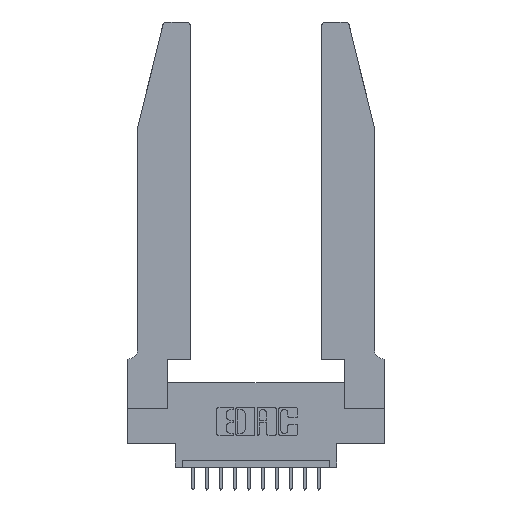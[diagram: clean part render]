
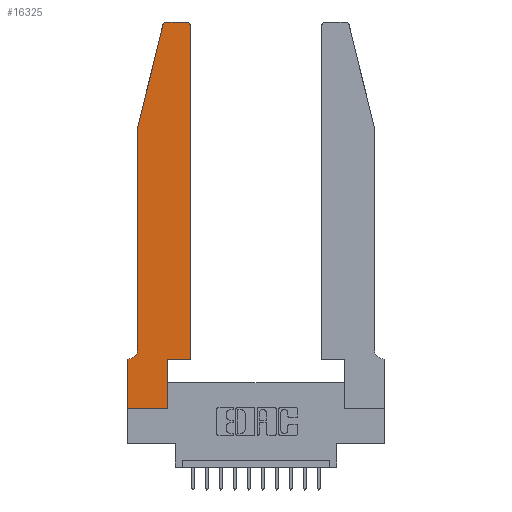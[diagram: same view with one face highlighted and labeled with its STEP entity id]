
A CAD part, top view. The second image highlights one B-rep face of the part: STEP entity #16325.
In plain terms, the highlighted planar face has unit normal (0, 0, 1).
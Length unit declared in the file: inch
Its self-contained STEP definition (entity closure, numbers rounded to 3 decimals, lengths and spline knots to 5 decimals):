
#8 = EDGE_CURVE ( 'NONE', #14207, #9984, #9931, .T. ) ;
#25 = LINE ( 'NONE', #15308, #13664 ) ;
#652 = DIRECTION ( 'NONE',  ( 0., 0., 1. ) ) ;
#1141 = VERTEX_POINT ( 'NONE', #10116 ) ;
#1597 = EDGE_CURVE ( 'NONE', #2210, #5562, #15138, .T. ) ;
#1926 = LINE ( 'NONE', #15136, #4804 ) ;
#2100 = CARTESIAN_POINT ( 'NONE',  ( 0., 0., 0.37 ) ) ;
#2210 = VERTEX_POINT ( 'NONE', #7562 ) ;
#2287 = CARTESIAN_POINT ( 'NONE',  ( 0.0755, 2., 0.37 ) ) ;
#2313 = DIRECTION ( 'NONE',  ( -1., 0., 0. ) ) ;
#2510 = CIRCLE ( 'NONE', #11236, 0.03 ) ;
#2567 = CARTESIAN_POINT ( 'NONE',  ( 0.4205, 2.75, 0.37 ) ) ;
#2872 = LINE ( 'NONE', #3695, #4734 ) ;
#2888 = EDGE_CURVE ( 'NONE', #13214, #7096, #2872, .T. ) ;
#3695 = CARTESIAN_POINT ( 'NONE',  ( 0., 0., 0.37 ) ) ;
#3722 = CARTESIAN_POINT ( 'NONE',  ( 0.4205, 2.72, 0.37 ) ) ;
#4456 = LINE ( 'NONE', #13130, #10172 ) ;
#4478 = AXIS2_PLACEMENT_3D ( 'NONE', #15921, #7935, #10513 ) ;
#4573 = DIRECTION ( 'NONE',  ( 1., 0., 0. ) ) ;
#4734 = VECTOR ( 'NONE', #6571, 39.37008 ) ;
#4780 = VERTEX_POINT ( 'NONE', #15869 ) ;
#4804 = VECTOR ( 'NONE', #8592, 39.37008 ) ;
#4861 = DIRECTION ( 'NONE',  ( 0., 0., 1. ) ) ;
#5001 = ORIENTED_EDGE ( 'NONE', *, *, #16440, .T. ) ;
#5030 = DIRECTION ( 'NONE',  ( 0., 0., 1. ) ) ;
#5038 = CARTESIAN_POINT ( 'NONE',  ( 0.0055, 0.35, 0.37 ) ) ;
#5084 = DIRECTION ( 'NONE',  ( 1., 0., 0. ) ) ;
#5499 = VECTOR ( 'NONE', #12189, 39.37008 ) ;
#5562 = VERTEX_POINT ( 'NONE', #10425 ) ;
#5655 = ORIENTED_EDGE ( 'NONE', *, *, #1597, .T. ) ;
#5710 = ORIENTED_EDGE ( 'NONE', *, *, #6491, .T. ) ;
#6311 = AXIS2_PLACEMENT_3D ( 'NONE', #10370, #5030, #5084 ) ;
#6491 = EDGE_CURVE ( 'NONE', #10683, #10024, #2510, .T. ) ;
#6544 = ORIENTED_EDGE ( 'NONE', *, *, #11948, .T. ) ;
#6571 = DIRECTION ( 'NONE',  ( 0., -1., 0. ) ) ;
#7052 = EDGE_CURVE ( 'NONE', #7096, #4780, #1926, .T. ) ;
#7096 = VERTEX_POINT ( 'NONE', #2100 ) ;
#7562 = CARTESIAN_POINT ( 'NONE',  ( 0.25487, 2.72718, 0.37 ) ) ;
#7602 = VECTOR ( 'NONE', #11355, 39.37008 ) ;
#7893 = EDGE_CURVE ( 'NONE', #10024, #16329, #14312, .T. ) ;
#7935 = DIRECTION ( 'NONE',  ( 0., 0., -1. ) ) ;
#7957 = DIRECTION ( 'NONE',  ( -1., 0., 0. ) ) ;
#8420 = CARTESIAN_POINT ( 'NONE',  ( 0., 0.35, 0.37 ) ) ;
#8592 = DIRECTION ( 'NONE',  ( 1., 0., 0. ) ) ;
#8795 = LINE ( 'NONE', #14767, #16703 ) ;
#9126 = ORIENTED_EDGE ( 'NONE', *, *, #7052, .T. ) ;
#9561 = ORIENTED_EDGE ( 'NONE', *, *, #10759, .T. ) ;
#9905 = CARTESIAN_POINT ( 'NONE',  ( 0.0755, 0.42, 0.37 ) ) ;
#9931 = CIRCLE ( 'NONE', #4478, 0.07 ) ;
#9984 = VERTEX_POINT ( 'NONE', #5038 ) ;
#10019 = VERTEX_POINT ( 'NONE', #11588 ) ;
#10024 = VERTEX_POINT ( 'NONE', #2567 ) ;
#10116 = CARTESIAN_POINT ( 'NONE',  ( 0.4505, 0.35, 0.37 ) ) ;
#10172 = VECTOR ( 'NONE', #16032, 39.37008 ) ;
#10345 = AXIS2_PLACEMENT_3D ( 'NONE', #8420, #652, #4573 ) ;
#10370 = CARTESIAN_POINT ( 'NONE',  ( 0.284, 2.72, 0.37 ) ) ;
#10425 = CARTESIAN_POINT ( 'NONE',  ( 0.0755, 2., 0.37 ) ) ;
#10513 = DIRECTION ( 'NONE',  ( -1., 0., 0. ) ) ;
#10540 = CARTESIAN_POINT ( 'NONE',  ( 0.2605, 2.75, 0.37 ) ) ;
#10543 = EDGE_CURVE ( 'NONE', #4780, #10019, #10601, .T. ) ;
#10571 = CARTESIAN_POINT ( 'NONE',  ( 0., 0.35, 0.37 ) ) ;
#10601 = LINE ( 'NONE', #14980, #5499 ) ;
#10683 = VERTEX_POINT ( 'NONE', #16200 ) ;
#10759 = EDGE_CURVE ( 'NONE', #1141, #10683, #25, .T. ) ;
#11236 = AXIS2_PLACEMENT_3D ( 'NONE', #3722, #4861, #13924 ) ;
#11355 = DIRECTION ( 'NONE',  ( -0.239, -0.971, 0. ) ) ;
#11395 = EDGE_LOOP ( 'NONE', ( #12847, #5001, #5655, #11554, #12585, #15442, #15165, #9126, #12069, #6544, #9561, #5710 ) ) ;
#11554 = ORIENTED_EDGE ( 'NONE', *, *, #12451, .T. ) ;
#11588 = CARTESIAN_POINT ( 'NONE',  ( 0.2865, 0.35, 0.37 ) ) ;
#11767 = VECTOR ( 'NONE', #12074, 39.37008 ) ;
#11948 = EDGE_CURVE ( 'NONE', #10019, #1141, #4456, .T. ) ;
#12069 = ORIENTED_EDGE ( 'NONE', *, *, #10543, .T. ) ;
#12074 = DIRECTION ( 'NONE',  ( 0., -1., 0. ) ) ;
#12189 = DIRECTION ( 'NONE',  ( 0., 1., 0. ) ) ;
#12325 = PLANE ( 'NONE',  #10345 ) ;
#12451 = EDGE_CURVE ( 'NONE', #5562, #14207, #15974, .T. ) ;
#12505 = DIRECTION ( 'NONE',  ( 0., 1., 0. ) ) ;
#12585 = ORIENTED_EDGE ( 'NONE', *, *, #8, .T. ) ;
#12847 = ORIENTED_EDGE ( 'NONE', *, *, #7893, .T. ) ;
#13130 = CARTESIAN_POINT ( 'NONE',  ( 0.4505, 0.35, 0.37 ) ) ;
#13214 = VERTEX_POINT ( 'NONE', #10571 ) ;
#13317 = VECTOR ( 'NONE', #7957, 39.37008 ) ;
#13633 = CARTESIAN_POINT ( 'NONE',  ( 0.284, 2.75, 0.37 ) ) ;
#13664 = VECTOR ( 'NONE', #12505, 39.37008 ) ;
#13924 = DIRECTION ( 'NONE',  ( 1., 0., 0. ) ) ;
#14207 = VERTEX_POINT ( 'NONE', #9905 ) ;
#14219 = CARTESIAN_POINT ( 'NONE',  ( 0.0755, 2., 0.37 ) ) ;
#14312 = LINE ( 'NONE', #10540, #13317 ) ;
#14397 = CIRCLE ( 'NONE', #6311, 0.03 ) ;
#14521 = EDGE_CURVE ( 'NONE', #9984, #13214, #8795, .T. ) ;
#14767 = CARTESIAN_POINT ( 'NONE',  ( 0.0755, 0.35, 0.37 ) ) ;
#14980 = CARTESIAN_POINT ( 'NONE',  ( 0.2865, 0.35, 0.37 ) ) ;
#15136 = CARTESIAN_POINT ( 'NONE',  ( 0., 0., 0.37 ) ) ;
#15138 = LINE ( 'NONE', #2287, #7602 ) ;
#15165 = ORIENTED_EDGE ( 'NONE', *, *, #2888, .T. ) ;
#15308 = CARTESIAN_POINT ( 'NONE',  ( 0.4505, 0.35, 0.37 ) ) ;
#15442 = ORIENTED_EDGE ( 'NONE', *, *, #14521, .T. ) ;
#15798 = FACE_OUTER_BOUND ( 'NONE', #11395, .T. ) ;
#15869 = CARTESIAN_POINT ( 'NONE',  ( 0.2865, 0., 0.37 ) ) ;
#15921 = CARTESIAN_POINT ( 'NONE',  ( 0.0055, 0.42, 0.37 ) ) ;
#15974 = LINE ( 'NONE', #14219, #11767 ) ;
#16032 = DIRECTION ( 'NONE',  ( 1., 0., 0. ) ) ;
#16200 = CARTESIAN_POINT ( 'NONE',  ( 0.4505, 2.72, 0.37 ) ) ;
#16325 = ADVANCED_FACE ( 'NONE', ( #15798 ), #12325, .T. ) ;
#16329 = VERTEX_POINT ( 'NONE', #13633 ) ;
#16440 = EDGE_CURVE ( 'NONE', #16329, #2210, #14397, .T. ) ;
#16703 = VECTOR ( 'NONE', #2313, 39.37008 ) ;
